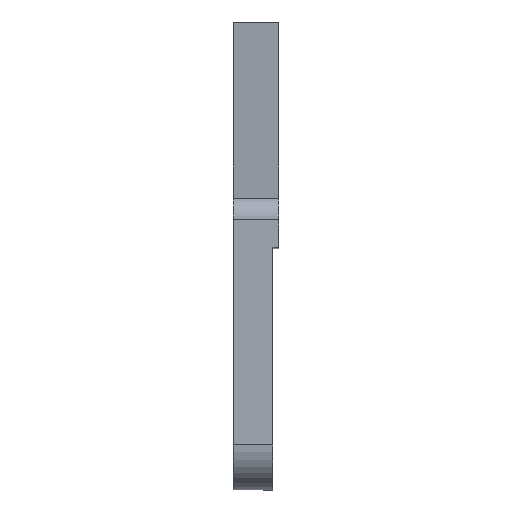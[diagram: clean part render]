
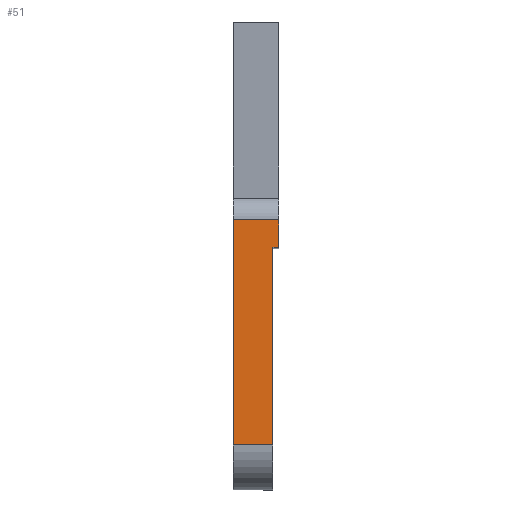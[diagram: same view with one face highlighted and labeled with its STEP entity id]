
A CAD part, top view. The second image highlights one B-rep face of the part: STEP entity #51.
In plain terms, the highlighted planar face has unit normal (0, 0, 1).
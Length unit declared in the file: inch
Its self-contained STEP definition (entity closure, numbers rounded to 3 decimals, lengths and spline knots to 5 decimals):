
#1 = CARTESIAN_POINT ( 'NONE',  ( -0.0625, -2.79162, 9. ) ) ;
#6 = CARTESIAN_POINT ( 'NONE',  ( -0.5, -2.48626, 9. ) ) ;
#22 = VERTEX_POINT ( 'NONE', #85 ) ;
#51 = ADVANCED_FACE ( 'NONE', ( #1040 ), #635, .T. ) ;
#54 = VERTEX_POINT ( 'NONE', #555 ) ;
#70 = VECTOR ( 'NONE', #511, 39.37008 ) ;
#84 = CARTESIAN_POINT ( 'NONE',  ( -0.0625, -4.98206, 9. ) ) ;
#85 = CARTESIAN_POINT ( 'NONE',  ( 0., -2.79162, 9. ) ) ;
#100 = DIRECTION ( 'NONE',  ( 0., -1., 0. ) ) ;
#161 = LINE ( 'NONE', #435, #710 ) ;
#163 = ORIENTED_EDGE ( 'NONE', *, *, #223, .T. ) ;
#166 = VERTEX_POINT ( 'NONE', #838 ) ;
#178 = ORIENTED_EDGE ( 'NONE', *, *, #468, .T. ) ;
#189 = VECTOR ( 'NONE', #316, 39.37008 ) ;
#211 = VECTOR ( 'NONE', #934, 39.37008 ) ;
#223 = EDGE_CURVE ( 'NONE', #796, #166, #423, .T. ) ;
#228 = DIRECTION ( 'NONE',  ( 0., 0., 1. ) ) ;
#253 = DIRECTION ( 'NONE',  ( 1., 0., 0. ) ) ;
#278 = AXIS2_PLACEMENT_3D ( 'NONE', #973, #228, #253 ) ;
#304 = VECTOR ( 'NONE', #974, 39.37008 ) ;
#307 = CARTESIAN_POINT ( 'NONE',  ( 0., -2.48626, 9. ) ) ;
#316 = DIRECTION ( 'NONE',  ( 1., 0., 0. ) ) ;
#334 = ORIENTED_EDGE ( 'NONE', *, *, #802, .T. ) ;
#356 = VERTEX_POINT ( 'NONE', #84 ) ;
#385 = EDGE_CURVE ( 'NONE', #851, #22, #597, .T. ) ;
#423 = LINE ( 'NONE', #6, #70 ) ;
#435 = CARTESIAN_POINT ( 'NONE',  ( -0.5, -2.79162, 9. ) ) ;
#468 = EDGE_CURVE ( 'NONE', #54, #356, #1009, .T. ) ;
#477 = EDGE_CURVE ( 'NONE', #356, #851, #483, .T. ) ;
#483 = LINE ( 'NONE', #1, #795 ) ;
#487 = CARTESIAN_POINT ( 'NONE',  ( 0., -2.79162, 9. ) ) ;
#493 = CARTESIAN_POINT ( 'NONE',  ( -0.0625, -2.79162, 9. ) ) ;
#506 = EDGE_CURVE ( 'NONE', #166, #54, #161, .T. ) ;
#511 = DIRECTION ( 'NONE',  ( -1., 0., 0. ) ) ;
#525 = CARTESIAN_POINT ( 'NONE',  ( -0.5, -4.98206, 9. ) ) ;
#555 = CARTESIAN_POINT ( 'NONE',  ( -0.5, -4.98206, 9. ) ) ;
#597 = LINE ( 'NONE', #858, #211 ) ;
#635 = PLANE ( 'NONE',  #278 ) ;
#691 = ORIENTED_EDGE ( 'NONE', *, *, #385, .T. ) ;
#710 = VECTOR ( 'NONE', #100, 39.37008 ) ;
#795 = VECTOR ( 'NONE', #976, 39.37008 ) ;
#796 = VERTEX_POINT ( 'NONE', #307 ) ;
#802 = EDGE_CURVE ( 'NONE', #22, #796, #891, .T. ) ;
#838 = CARTESIAN_POINT ( 'NONE',  ( -0.5, -2.48626, 9. ) ) ;
#851 = VERTEX_POINT ( 'NONE', #493 ) ;
#858 = CARTESIAN_POINT ( 'NONE',  ( -0.5, -2.79162, 9. ) ) ;
#869 = ORIENTED_EDGE ( 'NONE', *, *, #477, .T. ) ;
#891 = LINE ( 'NONE', #487, #304 ) ;
#923 = ORIENTED_EDGE ( 'NONE', *, *, #506, .T. ) ;
#934 = DIRECTION ( 'NONE',  ( 1., 0., 0. ) ) ;
#973 = CARTESIAN_POINT ( 'NONE',  ( -0.5, -2.79162, 9. ) ) ;
#974 = DIRECTION ( 'NONE',  ( 0., 1., 0. ) ) ;
#976 = DIRECTION ( 'NONE',  ( 0., 1., 0. ) ) ;
#1009 = LINE ( 'NONE', #525, #189 ) ;
#1017 = EDGE_LOOP ( 'NONE', ( #691, #334, #163, #923, #178, #869 ) ) ;
#1040 = FACE_OUTER_BOUND ( 'NONE', #1017, .T. ) ;
